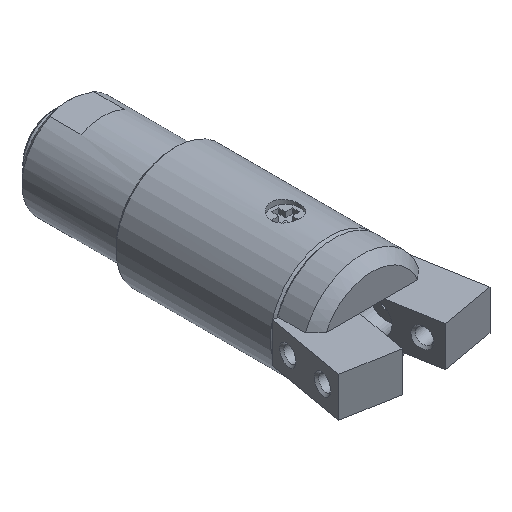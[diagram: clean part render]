
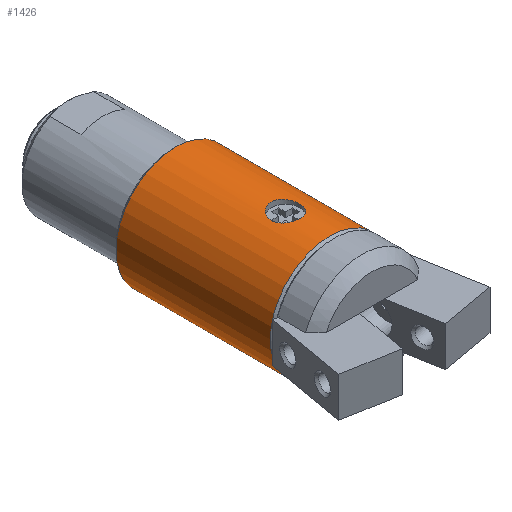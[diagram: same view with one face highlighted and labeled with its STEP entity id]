
A CAD part, isometric view. The second image highlights one B-rep face of the part: STEP entity #1426.
In plain terms, the highlighted cylindrical face has radius 6 mm (diameter 12 mm), a full revolution.
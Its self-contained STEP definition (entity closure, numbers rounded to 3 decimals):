
#102=B_SPLINE_CURVE_WITH_KNOTS('',3,(#2095,#2096,#2097,#2098,#2099,#2100,
#2101,#2102,#2103,#2104,#2105),.UNSPECIFIED.,.T.,.F.,(1,1,1,1,1,1,1,1,1,
1,1,1,1,1,1),(-0.003,-0.002,-0.001,
0.,0.001,0.002,0.003,0.004,
0.006,0.007,0.008,0.009,
0.01,0.011,0.012),.UNSPECIFIED.);
#311=ORIENTED_EDGE('',*,*,#565,.F.);
#312=ORIENTED_EDGE('',*,*,#566,.T.);
#313=ORIENTED_EDGE('',*,*,#564,.T.);
#564=EDGE_CURVE('',#690,#690,#768,.T.);
#565=EDGE_CURVE('',#691,#691,#769,.T.);
#566=EDGE_CURVE('',#692,#692,#102,.T.);
#690=VERTEX_POINT('',#2091);
#691=VERTEX_POINT('',#2094);
#692=VERTEX_POINT('',#2106);
#768=CIRCLE('',#1531,6.);
#769=CIRCLE('',#1533,6.);
#824=EDGE_LOOP('',(#311));
#825=EDGE_LOOP('',(#312));
#826=EDGE_LOOP('',(#313));
#931=FACE_BOUND('',#824,.T.);
#932=FACE_BOUND('',#825,.T.);
#933=FACE_BOUND('',#826,.T.);
#1010=CYLINDRICAL_SURFACE('',#1532,6.);
#1426=ADVANCED_FACE('',(#931,#932,#933),#1010,.T.);
#1531=AXIS2_PLACEMENT_3D('',#2090,#1709,#1710);
#1532=AXIS2_PLACEMENT_3D('',#2092,#1711,#1712);
#1533=AXIS2_PLACEMENT_3D('',#2093,#1713,#1714);
#1709=DIRECTION('',(0.,-1.,0.));
#1710=DIRECTION('',(0.,0.,-1.));
#1711=DIRECTION('',(0.,-1.,0.));
#1712=DIRECTION('',(0.,0.,-1.));
#1713=DIRECTION('',(0.,-1.,0.));
#1714=DIRECTION('',(0.,0.,-1.));
#2090=CARTESIAN_POINT('',(0.,24.667,0.));
#2091=CARTESIAN_POINT('',(0.,24.667,-6.));
#2092=CARTESIAN_POINT('',(0.,5.,0.));
#2093=CARTESIAN_POINT('',(0.,9.2,0.));
#2094=CARTESIAN_POINT('',(0.,9.2,-6.));
#2095=CARTESIAN_POINT('',(1.122,14.79,5.915));
#2096=CARTESIAN_POINT('',(1.588,13.666,5.782));
#2097=CARTESIAN_POINT('',(1.122,12.543,5.915));
#2098=CARTESIAN_POINT('',(0.002,12.078,6.043));
#2099=CARTESIAN_POINT('',(-1.123,12.543,5.914));
#2100=CARTESIAN_POINT('',(-1.588,13.665,5.782));
#2101=CARTESIAN_POINT('',(-1.124,14.788,5.914));
#2102=CARTESIAN_POINT('',(-0.001,15.254,6.043));
#2103=CARTESIAN_POINT('',(1.122,14.79,5.915));
#2104=CARTESIAN_POINT('',(1.588,13.666,5.782));
#2105=CARTESIAN_POINT('',(1.122,12.543,5.915));
#2106=CARTESIAN_POINT('',(1.433,13.666,5.826));
